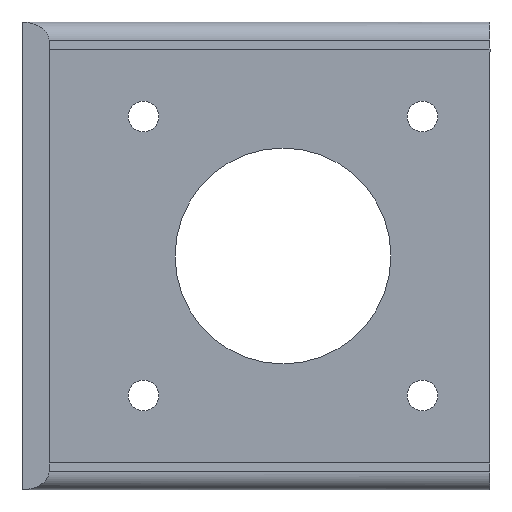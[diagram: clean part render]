
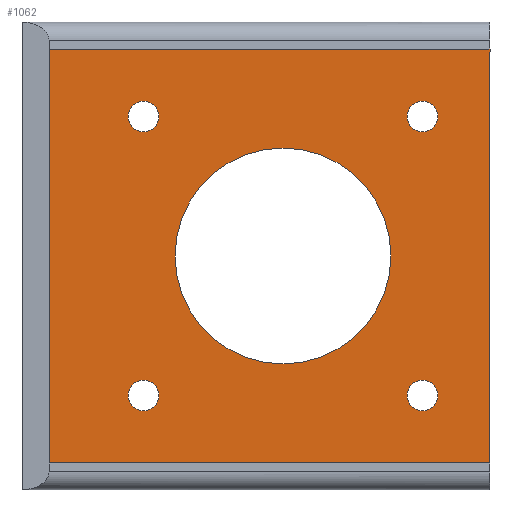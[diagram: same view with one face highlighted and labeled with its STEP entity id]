
A CAD part, front view. The second image highlights one B-rep face of the part: STEP entity #1062.
In plain terms, the highlighted planar face has unit normal (0, -1, 0).
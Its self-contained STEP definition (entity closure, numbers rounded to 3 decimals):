
#2 = DIRECTION ( 'NONE',  ( 0., 0., -1. ) ) ;
#4 = VERTEX_POINT ( 'NONE', #19 ) ;
#11 = EDGE_LOOP ( 'NONE', ( #985, #451 ) ) ;
#19 = CARTESIAN_POINT ( 'NONE',  ( -15.494, 0., 13.794 ) ) ;
#24 = DIRECTION ( 'NONE',  ( 0., 0., -1. ) ) ;
#36 = EDGE_CURVE ( 'NONE', #651, #1024, #764, .T. ) ;
#45 = CARTESIAN_POINT ( 'NONE',  ( 15.494, 0., 13.794 ) ) ;
#51 = CARTESIAN_POINT ( 'NONE',  ( -26., 0., -23. ) ) ;
#64 = EDGE_CURVE ( 'NONE', #652, #709, #433, .T. ) ;
#85 = EDGE_LOOP ( 'NONE', ( #579, #434 ) ) ;
#101 = VERTEX_POINT ( 'NONE', #1206 ) ;
#103 = CARTESIAN_POINT ( 'NONE',  ( 23., 0., -26. ) ) ;
#129 = AXIS2_PLACEMENT_3D ( 'NONE', #860, #979, #1069 ) ;
#133 = EDGE_CURVE ( 'NONE', #1024, #651, #693, .T. ) ;
#150 = DIRECTION ( 'NONE',  ( 0., -1., 0. ) ) ;
#169 = CARTESIAN_POINT ( 'NONE',  ( 15.494, 0., -15.494 ) ) ;
#184 = LINE ( 'NONE', #267, #439 ) ;
#190 = CARTESIAN_POINT ( 'NONE',  ( -26., 0., 23. ) ) ;
#191 = VERTEX_POINT ( 'NONE', #1215 ) ;
#205 = CARTESIAN_POINT ( 'NONE',  ( 0., 0., 0. ) ) ;
#213 = CARTESIAN_POINT ( 'NONE',  ( 0., 0., -12. ) ) ;
#216 = AXIS2_PLACEMENT_3D ( 'NONE', #888, #1113, #1008 ) ;
#221 = EDGE_CURVE ( 'NONE', #1220, #459, #988, .T. ) ;
#228 = ORIENTED_EDGE ( 'NONE', *, *, #577, .T. ) ;
#232 = FACE_BOUND ( 'NONE', #448, .T. ) ;
#235 = CIRCLE ( 'NONE', #993, 1.7 ) ;
#254 = DIRECTION ( 'NONE',  ( 0., 0., -1. ) ) ;
#261 = EDGE_CURVE ( 'NONE', #739, #490, #184, .T. ) ;
#267 = CARTESIAN_POINT ( 'NONE',  ( -26., 0., -26. ) ) ;
#299 = AXIS2_PLACEMENT_3D ( 'NONE', #205, #1151, #1047 ) ;
#313 = AXIS2_PLACEMENT_3D ( 'NONE', #349, #150, #990 ) ;
#328 = CIRCLE ( 'NONE', #710, 1.7 ) ;
#349 = CARTESIAN_POINT ( 'NONE',  ( 15.494, 0., 15.494 ) ) ;
#350 = EDGE_LOOP ( 'NONE', ( #775, #481 ) ) ;
#351 = CIRCLE ( 'NONE', #512, 1.7 ) ;
#356 = DIRECTION ( 'NONE',  ( 0., 0., -1. ) ) ;
#359 = CARTESIAN_POINT ( 'NONE',  ( -15.494, 0., 15.494 ) ) ;
#370 = EDGE_LOOP ( 'NONE', ( #940, #228, #956, #1217 ) ) ;
#388 = ORIENTED_EDGE ( 'NONE', *, *, #64, .F. ) ;
#413 = CARTESIAN_POINT ( 'NONE',  ( 23., 0., -23. ) ) ;
#421 = VECTOR ( 'NONE', #630, 1000. ) ;
#429 = CARTESIAN_POINT ( 'NONE',  ( -15.494, 0., 15.494 ) ) ;
#433 = CIRCLE ( 'NONE', #786, 1.7 ) ;
#434 = ORIENTED_EDGE ( 'NONE', *, *, #1045, .F. ) ;
#439 = VECTOR ( 'NONE', #356, 1000. ) ;
#447 = ORIENTED_EDGE ( 'NONE', *, *, #817, .F. ) ;
#448 = EDGE_LOOP ( 'NONE', ( #849, #447 ) ) ;
#451 = ORIENTED_EDGE ( 'NONE', *, *, #1189, .T. ) ;
#459 = VERTEX_POINT ( 'NONE', #1074 ) ;
#481 = ORIENTED_EDGE ( 'NONE', *, *, #133, .F. ) ;
#490 = VERTEX_POINT ( 'NONE', #51 ) ;
#512 = AXIS2_PLACEMENT_3D ( 'NONE', #800, #1192, #996 ) ;
#514 = FACE_BOUND ( 'NONE', #85, .T. ) ;
#518 = CARTESIAN_POINT ( 'NONE',  ( 23., 0., 23. ) ) ;
#523 = DIRECTION ( 'NONE',  ( -1., 0., 0. ) ) ;
#524 = DIRECTION ( 'NONE',  ( 0., -1., 0. ) ) ;
#537 = DIRECTION ( 'NONE',  ( 0., 0., 1. ) ) ;
#540 = CIRCLE ( 'NONE', #789, 1.7 ) ;
#547 = CARTESIAN_POINT ( 'NONE',  ( -26., 0., 23. ) ) ;
#574 = LINE ( 'NONE', #103, #1035 ) ;
#577 = EDGE_CURVE ( 'NONE', #1064, #739, #826, .T. ) ;
#578 = CARTESIAN_POINT ( 'NONE',  ( 15.494, 0., 17.194 ) ) ;
#579 = ORIENTED_EDGE ( 'NONE', *, *, #864, .F. ) ;
#582 = CARTESIAN_POINT ( 'NONE',  ( -15.494, 0., -15.494 ) ) ;
#606 = AXIS2_PLACEMENT_3D ( 'NONE', #844, #935, #537 ) ;
#620 = FACE_BOUND ( 'NONE', #11, .T. ) ;
#630 = DIRECTION ( 'NONE',  ( 1., 0., 0. ) ) ;
#631 = PLANE ( 'NONE',  #216 ) ;
#634 = DIRECTION ( 'NONE',  ( 0., 0., -1. ) ) ;
#643 = VECTOR ( 'NONE', #523, 1000. ) ;
#651 = VERTEX_POINT ( 'NONE', #578 ) ;
#652 = VERTEX_POINT ( 'NONE', #1243 ) ;
#693 = CIRCLE ( 'NONE', #313, 1.7 ) ;
#709 = VERTEX_POINT ( 'NONE', #1249 ) ;
#710 = AXIS2_PLACEMENT_3D ( 'NONE', #359, #524, #254 ) ;
#714 = CARTESIAN_POINT ( 'NONE',  ( -15.494, 0., 17.194 ) ) ;
#739 = VERTEX_POINT ( 'NONE', #190 ) ;
#764 = CIRCLE ( 'NONE', #129, 1.7 ) ;
#775 = ORIENTED_EDGE ( 'NONE', *, *, #36, .F. ) ;
#786 = AXIS2_PLACEMENT_3D ( 'NONE', #582, #966, #24 ) ;
#789 = AXIS2_PLACEMENT_3D ( 'NONE', #169, #1224, #634 ) ;
#800 = CARTESIAN_POINT ( 'NONE',  ( -15.494, 0., -15.494 ) ) ;
#802 = DIRECTION ( 'NONE',  ( 0., 0., -1. ) ) ;
#813 = FACE_OUTER_BOUND ( 'NONE', #370, .T. ) ;
#817 = EDGE_CURVE ( 'NONE', #4, #1093, #328, .T. ) ;
#818 = CARTESIAN_POINT ( 'NONE',  ( 15.494, 0., -15.494 ) ) ;
#826 = LINE ( 'NONE', #547, #643 ) ;
#844 = CARTESIAN_POINT ( 'NONE',  ( 0., 0., 0. ) ) ;
#849 = ORIENTED_EDGE ( 'NONE', *, *, #1039, .F. ) ;
#860 = CARTESIAN_POINT ( 'NONE',  ( 15.494, 0., 15.494 ) ) ;
#864 = EDGE_CURVE ( 'NONE', #191, #101, #540, .T. ) ;
#869 = CIRCLE ( 'NONE', #299, 12. ) ;
#872 = ORIENTED_EDGE ( 'NONE', *, *, #1148, .F. ) ;
#888 = CARTESIAN_POINT ( 'NONE',  ( 0., 0., 0. ) ) ;
#903 = FACE_BOUND ( 'NONE', #952, .T. ) ;
#908 = DIRECTION ( 'NONE',  ( 0., -1., 0. ) ) ;
#935 = DIRECTION ( 'NONE',  ( 0., 1., 0. ) ) ;
#940 = ORIENTED_EDGE ( 'NONE', *, *, #1202, .F. ) ;
#952 = EDGE_LOOP ( 'NONE', ( #388, #872 ) ) ;
#956 = ORIENTED_EDGE ( 'NONE', *, *, #261, .T. ) ;
#966 = DIRECTION ( 'NONE',  ( 0., -1., 0. ) ) ;
#976 = AXIS2_PLACEMENT_3D ( 'NONE', #429, #908, #802 ) ;
#979 = DIRECTION ( 'NONE',  ( 0., -1., 0. ) ) ;
#985 = ORIENTED_EDGE ( 'NONE', *, *, #221, .T. ) ;
#988 = CIRCLE ( 'NONE', #606, 12. ) ;
#990 = DIRECTION ( 'NONE',  ( 0., 0., -1. ) ) ;
#993 = AXIS2_PLACEMENT_3D ( 'NONE', #818, #1209, #1193 ) ;
#996 = DIRECTION ( 'NONE',  ( 0., 0., -1. ) ) ;
#1008 = DIRECTION ( 'NONE',  ( 0., 0., -1. ) ) ;
#1024 = VERTEX_POINT ( 'NONE', #45 ) ;
#1035 = VECTOR ( 'NONE', #2, 1000. ) ;
#1039 = EDGE_CURVE ( 'NONE', #1093, #4, #1184, .T. ) ;
#1045 = EDGE_CURVE ( 'NONE', #101, #191, #235, .T. ) ;
#1047 = DIRECTION ( 'NONE',  ( 0., 0., 1. ) ) ;
#1062 = ADVANCED_FACE ( 'NONE', ( #1203, #232, #903, #514, #620, #813 ), #631, .T. ) ;
#1064 = VERTEX_POINT ( 'NONE', #518 ) ;
#1069 = DIRECTION ( 'NONE',  ( 0., 0., -1. ) ) ;
#1074 = CARTESIAN_POINT ( 'NONE',  ( 0., 0., 12. ) ) ;
#1093 = VERTEX_POINT ( 'NONE', #714 ) ;
#1097 = EDGE_CURVE ( 'NONE', #490, #1186, #1207, .T. ) ;
#1113 = DIRECTION ( 'NONE',  ( 0., -1., 0. ) ) ;
#1148 = EDGE_CURVE ( 'NONE', #709, #652, #351, .T. ) ;
#1151 = DIRECTION ( 'NONE',  ( 0., 1., 0. ) ) ;
#1170 = CARTESIAN_POINT ( 'NONE',  ( 23., 0., -23. ) ) ;
#1184 = CIRCLE ( 'NONE', #976, 1.7 ) ;
#1186 = VERTEX_POINT ( 'NONE', #1170 ) ;
#1189 = EDGE_CURVE ( 'NONE', #459, #1220, #869, .T. ) ;
#1192 = DIRECTION ( 'NONE',  ( 0., -1., 0. ) ) ;
#1193 = DIRECTION ( 'NONE',  ( 0., 0., -1. ) ) ;
#1202 = EDGE_CURVE ( 'NONE', #1064, #1186, #574, .T. ) ;
#1203 = FACE_BOUND ( 'NONE', #350, .T. ) ;
#1206 = CARTESIAN_POINT ( 'NONE',  ( 15.494, 0., -17.194 ) ) ;
#1207 = LINE ( 'NONE', #413, #421 ) ;
#1209 = DIRECTION ( 'NONE',  ( 0., -1., 0. ) ) ;
#1215 = CARTESIAN_POINT ( 'NONE',  ( 15.494, 0., -13.794 ) ) ;
#1217 = ORIENTED_EDGE ( 'NONE', *, *, #1097, .T. ) ;
#1220 = VERTEX_POINT ( 'NONE', #213 ) ;
#1224 = DIRECTION ( 'NONE',  ( 0., -1., 0. ) ) ;
#1243 = CARTESIAN_POINT ( 'NONE',  ( -15.494, 0., -13.794 ) ) ;
#1249 = CARTESIAN_POINT ( 'NONE',  ( -15.494, 0., -17.194 ) ) ;
